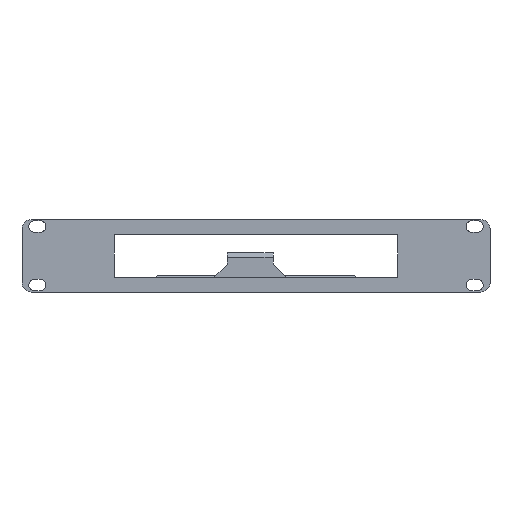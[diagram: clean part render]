
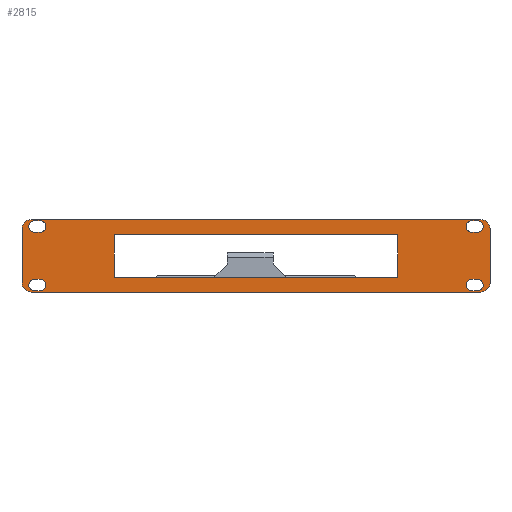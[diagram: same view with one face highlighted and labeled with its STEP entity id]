
A CAD part, top view. The second image highlights one B-rep face of the part: STEP entity #2815.
In plain terms, the highlighted planar face has unit normal (0, 0, 1).
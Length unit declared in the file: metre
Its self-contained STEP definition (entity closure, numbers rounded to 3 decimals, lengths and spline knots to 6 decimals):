
#76=CIRCLE('',#2964,0.003175);
#77=CIRCLE('',#2967,0.003175);
#78=CIRCLE('',#2969,0.003175);
#79=CIRCLE('',#2972,0.003175);
#80=CIRCLE('',#2974,0.003175);
#81=CIRCLE('',#2977,0.003175);
#82=CIRCLE('',#2979,0.003175);
#83=CIRCLE('',#2982,0.003175);
#86=CIRCLE('',#3010,0.00508);
#87=CIRCLE('',#3012,0.00508);
#88=CIRCLE('',#3014,0.00508);
#89=CIRCLE('',#3016,0.00508);
#754=ORIENTED_EDGE('',*,*,#1206,.T.);
#755=ORIENTED_EDGE('',*,*,#1210,.F.);
#756=ORIENTED_EDGE('',*,*,#1212,.F.);
#757=ORIENTED_EDGE('',*,*,#1213,.T.);
#758=ORIENTED_EDGE('',*,*,#1273,.T.);
#759=ORIENTED_EDGE('',*,*,#908,.T.);
#760=ORIENTED_EDGE('',*,*,#1274,.T.);
#761=ORIENTED_EDGE('',*,*,#1266,.T.);
#762=ORIENTED_EDGE('',*,*,#1276,.T.);
#763=ORIENTED_EDGE('',*,*,#912,.T.);
#764=ORIENTED_EDGE('',*,*,#1275,.T.);
#765=ORIENTED_EDGE('',*,*,#1250,.T.);
#766=ORIENTED_EDGE('',*,*,#1177,.T.);
#767=ORIENTED_EDGE('',*,*,#1180,.F.);
#768=ORIENTED_EDGE('',*,*,#1205,.F.);
#769=ORIENTED_EDGE('',*,*,#1175,.F.);
#770=ORIENTED_EDGE('',*,*,#1198,.T.);
#771=ORIENTED_EDGE('',*,*,#1201,.F.);
#772=ORIENTED_EDGE('',*,*,#1204,.F.);
#773=ORIENTED_EDGE('',*,*,#1196,.F.);
#774=ORIENTED_EDGE('',*,*,#1191,.T.);
#775=ORIENTED_EDGE('',*,*,#1194,.F.);
#776=ORIENTED_EDGE('',*,*,#1203,.F.);
#777=ORIENTED_EDGE('',*,*,#1189,.F.);
#778=ORIENTED_EDGE('',*,*,#1184,.T.);
#779=ORIENTED_EDGE('',*,*,#1187,.F.);
#780=ORIENTED_EDGE('',*,*,#1202,.F.);
#781=ORIENTED_EDGE('',*,*,#1182,.F.);
#908=EDGE_CURVE('',#1307,#1308,#1567,.T.);
#912=EDGE_CURVE('',#1311,#1312,#1571,.T.);
#1175=EDGE_CURVE('',#1505,#1506,#76,.F.);
#1177=EDGE_CURVE('',#1505,#1507,#1803,.T.);
#1180=EDGE_CURVE('',#1508,#1507,#77,.F.);
#1182=EDGE_CURVE('',#1509,#1510,#78,.F.);
#1184=EDGE_CURVE('',#1509,#1511,#1808,.T.);
#1187=EDGE_CURVE('',#1512,#1511,#79,.F.);
#1189=EDGE_CURVE('',#1513,#1514,#80,.F.);
#1191=EDGE_CURVE('',#1513,#1515,#1813,.T.);
#1194=EDGE_CURVE('',#1516,#1515,#81,.F.);
#1196=EDGE_CURVE('',#1517,#1518,#82,.F.);
#1198=EDGE_CURVE('',#1517,#1519,#1818,.T.);
#1201=EDGE_CURVE('',#1520,#1519,#83,.F.);
#1202=EDGE_CURVE('',#1510,#1512,#1821,.T.);
#1203=EDGE_CURVE('',#1514,#1516,#1822,.T.);
#1204=EDGE_CURVE('',#1518,#1520,#1823,.T.);
#1205=EDGE_CURVE('',#1506,#1508,#1824,.T.);
#1206=EDGE_CURVE('',#1521,#1522,#1825,.T.);
#1210=EDGE_CURVE('',#1523,#1522,#1829,.T.);
#1212=EDGE_CURVE('',#1524,#1523,#1831,.T.);
#1213=EDGE_CURVE('',#1524,#1521,#1832,.T.);
#1250=EDGE_CURVE('',#1539,#1540,#1867,.T.);
#1266=EDGE_CURVE('',#1549,#1548,#1883,.T.);
#1273=EDGE_CURVE('',#1540,#1307,#86,.F.);
#1274=EDGE_CURVE('',#1308,#1549,#87,.F.);
#1275=EDGE_CURVE('',#1312,#1539,#88,.F.);
#1276=EDGE_CURVE('',#1548,#1311,#89,.F.);
#1307=VERTEX_POINT('',#3815);
#1308=VERTEX_POINT('',#3816);
#1311=VERTEX_POINT('',#3824);
#1312=VERTEX_POINT('',#3825);
#1505=VERTEX_POINT('',#4348);
#1506=VERTEX_POINT('',#4350);
#1507=VERTEX_POINT('',#4354);
#1508=VERTEX_POINT('',#4358);
#1509=VERTEX_POINT('',#4362);
#1510=VERTEX_POINT('',#4364);
#1511=VERTEX_POINT('',#4368);
#1512=VERTEX_POINT('',#4372);
#1513=VERTEX_POINT('',#4376);
#1514=VERTEX_POINT('',#4378);
#1515=VERTEX_POINT('',#4382);
#1516=VERTEX_POINT('',#4386);
#1517=VERTEX_POINT('',#4390);
#1518=VERTEX_POINT('',#4392);
#1519=VERTEX_POINT('',#4396);
#1520=VERTEX_POINT('',#4400);
#1521=VERTEX_POINT('',#4412);
#1522=VERTEX_POINT('',#4413);
#1523=VERTEX_POINT('',#4418);
#1524=VERTEX_POINT('',#4422);
#1539=VERTEX_POINT('',#4492);
#1540=VERTEX_POINT('',#4493);
#1548=VERTEX_POINT('',#4517);
#1549=VERTEX_POINT('',#4519);
#1567=LINE('',#3814,#1914);
#1571=LINE('',#3823,#1918);
#1803=LINE('',#4353,#2150);
#1808=LINE('',#4367,#2155);
#1813=LINE('',#4381,#2160);
#1818=LINE('',#4395,#2165);
#1821=LINE('',#4403,#2168);
#1822=LINE('',#4405,#2169);
#1823=LINE('',#4407,#2170);
#1824=LINE('',#4409,#2171);
#1825=LINE('',#4411,#2172);
#1829=LINE('',#4419,#2176);
#1831=LINE('',#4423,#2178);
#1832=LINE('',#4425,#2179);
#1867=LINE('',#4491,#2214);
#1883=LINE('',#4518,#2230);
#1914=VECTOR('',#3077,1.);
#1918=VECTOR('',#3083,1.);
#2150=VECTOR('',#3519,1.);
#2155=VECTOR('',#3534,1.);
#2160=VECTOR('',#3549,1.);
#2165=VECTOR('',#3564,1.);
#2168=VECTOR('',#3573,1.);
#2169=VECTOR('',#3576,1.);
#2170=VECTOR('',#3579,1.);
#2171=VECTOR('',#3582,1.);
#2172=VECTOR('',#3585,1.);
#2176=VECTOR('',#3591,1.);
#2178=VECTOR('',#3595,1.);
#2179=VECTOR('',#3598,1.);
#2214=VECTOR('',#3667,1.);
#2230=VECTOR('',#3685,1.);
#2387=EDGE_LOOP('',(#754,#755,#756,#757));
#2388=EDGE_LOOP('',(#758,#759,#760,#761,#762,#763,#764,#765));
#2389=EDGE_LOOP('',(#766,#767,#768,#769));
#2390=EDGE_LOOP('',(#770,#771,#772,#773));
#2391=EDGE_LOOP('',(#774,#775,#776,#777));
#2392=EDGE_LOOP('',(#778,#779,#780,#781));
#2560=FACE_BOUND('',#2387,.T.);
#2561=FACE_BOUND('',#2388,.T.);
#2562=FACE_BOUND('',#2389,.T.);
#2563=FACE_BOUND('',#2390,.T.);
#2564=FACE_BOUND('',#2391,.T.);
#2565=FACE_BOUND('',#2392,.T.);
#2680=PLANE('',#3017);
#2815=ADVANCED_FACE('',(#2560,#2561,#2562,#2563,#2564,#2565),#2680,.F.);
#2964=AXIS2_PLACEMENT_3D('',#4349,#3514,#3515);
#2967=AXIS2_PLACEMENT_3D('',#4359,#3524,#3525);
#2969=AXIS2_PLACEMENT_3D('',#4363,#3529,#3530);
#2972=AXIS2_PLACEMENT_3D('',#4373,#3539,#3540);
#2974=AXIS2_PLACEMENT_3D('',#4377,#3544,#3545);
#2977=AXIS2_PLACEMENT_3D('',#4387,#3554,#3555);
#2979=AXIS2_PLACEMENT_3D('',#4391,#3559,#3560);
#2982=AXIS2_PLACEMENT_3D('',#4401,#3569,#3570);
#3010=AXIS2_PLACEMENT_3D('',#4530,#3694,#3695);
#3012=AXIS2_PLACEMENT_3D('',#4532,#3698,#3699);
#3014=AXIS2_PLACEMENT_3D('',#4534,#3702,#3703);
#3016=AXIS2_PLACEMENT_3D('',#4536,#3706,#3707);
#3017=AXIS2_PLACEMENT_3D('',#4537,#3708,#3709);
#3077=DIRECTION('',(0.,1.,0.));
#3083=DIRECTION('',(0.,-1.,0.));
#3514=DIRECTION('',(0.,0.,-1.));
#3515=DIRECTION('',(-1.,0.,0.));
#3519=DIRECTION('',(-1.,0.,0.));
#3524=DIRECTION('',(0.,0.,-1.));
#3525=DIRECTION('',(-1.,0.,0.));
#3529=DIRECTION('',(0.,0.,-1.));
#3530=DIRECTION('',(-1.,0.,0.));
#3534=DIRECTION('',(-1.,0.,0.));
#3539=DIRECTION('',(0.,0.,-1.));
#3540=DIRECTION('',(-1.,0.,0.));
#3544=DIRECTION('',(0.,0.,-1.));
#3545=DIRECTION('',(-1.,0.,0.));
#3549=DIRECTION('',(1.,0.,0.));
#3554=DIRECTION('',(0.,0.,-1.));
#3555=DIRECTION('',(-1.,0.,0.));
#3559=DIRECTION('',(0.,0.,-1.));
#3560=DIRECTION('',(-1.,0.,0.));
#3564=DIRECTION('',(1.,0.,0.));
#3569=DIRECTION('',(0.,0.,-1.));
#3570=DIRECTION('',(-1.,0.,0.));
#3573=DIRECTION('',(-1.,0.,0.));
#3576=DIRECTION('',(1.,0.,0.));
#3579=DIRECTION('',(1.,0.,0.));
#3582=DIRECTION('',(-1.,0.,0.));
#3585=DIRECTION('',(-1.,0.,0.));
#3591=DIRECTION('',(0.,-1.,0.));
#3595=DIRECTION('',(-1.,0.,0.));
#3598=DIRECTION('',(0.,-1.,0.));
#3667=DIRECTION('',(1.,0.,0.));
#3685=DIRECTION('',(-1.,0.,0.));
#3694=DIRECTION('',(0.,0.,-1.));
#3695=DIRECTION('',(-1.,0.,0.));
#3698=DIRECTION('',(0.,0.,-1.));
#3699=DIRECTION('',(-1.,0.,0.));
#3702=DIRECTION('',(0.,0.,-1.));
#3703=DIRECTION('',(-1.,0.,0.));
#3706=DIRECTION('',(0.,0.,-1.));
#3707=DIRECTION('',(-1.,0.,0.));
#3708=DIRECTION('',(0.,0.,-1.));
#3709=DIRECTION('',(-1.,0.,0.));
#3814=CARTESIAN_POINT('',(0.130175,0.000864,-0.001651));
#3815=CARTESIAN_POINT('',(0.130175,-0.015113,-0.001651));
#3816=CARTESIAN_POINT('',(0.130175,0.015113,-0.001651));
#3823=CARTESIAN_POINT('',(-0.130175,0.,-0.001651));
#3824=CARTESIAN_POINT('',(-0.130175,0.015113,-0.001651));
#3825=CARTESIAN_POINT('',(-0.130175,-0.015113,-0.001651));
#4348=CARTESIAN_POINT('',(0.12319,0.013081,-0.001651));
#4349=CARTESIAN_POINT('',(0.12319,0.016256,-0.001651));
#4350=CARTESIAN_POINT('',(0.12319,0.019431,-0.001651));
#4353=CARTESIAN_POINT('',(0.121603,0.013081,-0.001651));
#4354=CARTESIAN_POINT('',(0.120015,0.013081,-0.001651));
#4358=CARTESIAN_POINT('',(0.120015,0.019431,-0.001651));
#4359=CARTESIAN_POINT('',(0.120015,0.016256,-0.001651));
#4362=CARTESIAN_POINT('',(0.12319,-0.019431,-0.001651));
#4363=CARTESIAN_POINT('',(0.12319,-0.016256,-0.001651));
#4364=CARTESIAN_POINT('',(0.12319,-0.013081,-0.001651));
#4367=CARTESIAN_POINT('',(0.121603,-0.019431,-0.001651));
#4368=CARTESIAN_POINT('',(0.120015,-0.019431,-0.001651));
#4372=CARTESIAN_POINT('',(0.120015,-0.013081,-0.001651));
#4373=CARTESIAN_POINT('',(0.120015,-0.016256,-0.001651));
#4376=CARTESIAN_POINT('',(-0.12319,0.019431,-0.001651));
#4377=CARTESIAN_POINT('',(-0.12319,0.016256,-0.001651));
#4378=CARTESIAN_POINT('',(-0.12319,0.013081,-0.001651));
#4381=CARTESIAN_POINT('',(-0.121603,0.019431,-0.001651));
#4382=CARTESIAN_POINT('',(-0.120015,0.019431,-0.001651));
#4386=CARTESIAN_POINT('',(-0.120015,0.013081,-0.001651));
#4387=CARTESIAN_POINT('',(-0.120015,0.016256,-0.001651));
#4390=CARTESIAN_POINT('',(-0.12319,-0.013081,-0.001651));
#4391=CARTESIAN_POINT('',(-0.12319,-0.016256,-0.001651));
#4392=CARTESIAN_POINT('',(-0.12319,-0.019431,-0.001651));
#4395=CARTESIAN_POINT('',(-0.121603,-0.013081,-0.001651));
#4396=CARTESIAN_POINT('',(-0.120015,-0.013081,-0.001651));
#4400=CARTESIAN_POINT('',(-0.120015,-0.019431,-0.001651));
#4401=CARTESIAN_POINT('',(-0.120015,-0.016256,-0.001651));
#4403=CARTESIAN_POINT('',(0.121603,-0.013081,-0.001651));
#4405=CARTESIAN_POINT('',(-0.121603,0.013081,-0.001651));
#4407=CARTESIAN_POINT('',(-0.121603,-0.019431,-0.001651));
#4409=CARTESIAN_POINT('',(0.121603,0.019431,-0.001651));
#4411=CARTESIAN_POINT('',(0.,-0.012065,-0.001651));
#4412=CARTESIAN_POINT('',(0.07874,-0.012065,-0.001651));
#4413=CARTESIAN_POINT('',(-0.07874,-0.012065,-0.001651));
#4418=CARTESIAN_POINT('',(-0.07874,0.011811,-0.001651));
#4419=CARTESIAN_POINT('',(-0.07874,-0.000127,-0.001651));
#4422=CARTESIAN_POINT('',(0.07874,0.011811,-0.001651));
#4423=CARTESIAN_POINT('',(0.,0.011811,-0.001651));
#4425=CARTESIAN_POINT('',(0.07874,-0.000127,-0.001651));
#4491=CARTESIAN_POINT('',(0.,-0.020193,-0.001651));
#4492=CARTESIAN_POINT('',(-0.125095,-0.020193,-0.001651));
#4493=CARTESIAN_POINT('',(0.125095,-0.020193,-0.001651));
#4517=CARTESIAN_POINT('',(-0.125095,0.020193,-0.001651));
#4518=CARTESIAN_POINT('',(0.,0.020193,-0.001651));
#4519=CARTESIAN_POINT('',(0.125095,0.020193,-0.001651));
#4530=CARTESIAN_POINT('',(0.125095,-0.015113,-0.001651));
#4532=CARTESIAN_POINT('',(0.125095,0.015113,-0.001651));
#4534=CARTESIAN_POINT('',(-0.125095,-0.015113,-0.001651));
#4536=CARTESIAN_POINT('',(-0.125095,0.015113,-0.001651));
#4537=CARTESIAN_POINT('',(-0.149225,0.000864,-0.001651));
